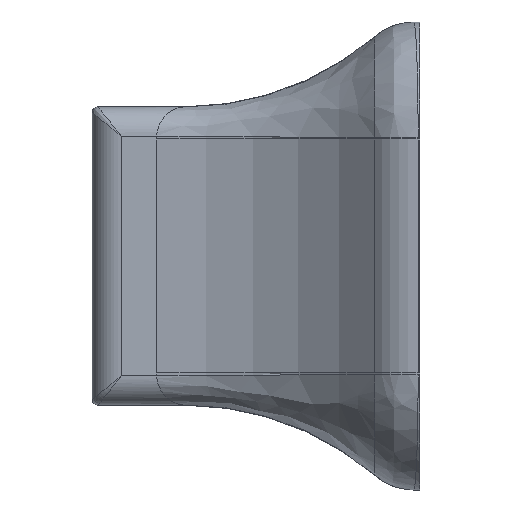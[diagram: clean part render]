
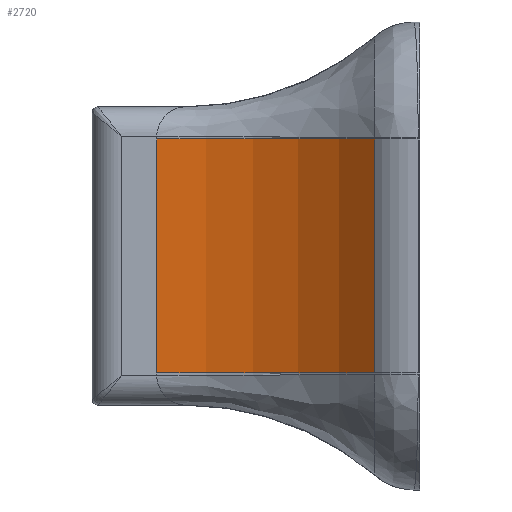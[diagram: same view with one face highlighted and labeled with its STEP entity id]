
A CAD part, left-side view. The second image highlights one B-rep face of the part: STEP entity #2720.
In plain terms, the highlighted cylindrical face has radius 0.5 mm (diameter 1 mm), a partial arc.
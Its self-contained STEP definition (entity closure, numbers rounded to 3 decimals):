
#22 = AXIS2_PLACEMENT_3D ( 'NONE', #2175, #1621, #1379 ) ;
#159 = EDGE_CURVE ( 'NONE', #2063, #1910, #1399, .T. ) ;
#200 = DIRECTION ( 'NONE',  ( 0., 0., -1. ) ) ;
#312 = FACE_OUTER_BOUND ( 'NONE', #630, .T. ) ;
#366 = VERTEX_POINT ( 'NONE', #2652 ) ;
#418 = CARTESIAN_POINT ( 'NONE',  ( -0.5, 0.45, 0.245 ) ) ;
#611 = ORIENTED_EDGE ( 'NONE', *, *, #2568, .T. ) ;
#630 = EDGE_LOOP ( 'NONE', ( #2515, #611, #3008, #2068 ) ) ;
#815 = DIRECTION ( 'NONE',  ( 0., 0., 1. ) ) ;
#979 = DIRECTION ( 'NONE',  ( 0., 0., -1. ) ) ;
#1266 = CARTESIAN_POINT ( 'NONE',  ( -1., 0.45, -0.2 ) ) ;
#1280 = DIRECTION ( 'NONE',  ( 0., 0., 1. ) ) ;
#1354 = CARTESIAN_POINT ( 'NONE',  ( -0.667, 0.077, 0.2 ) ) ;
#1379 = DIRECTION ( 'NONE',  ( -1., 0., 0. ) ) ;
#1399 = LINE ( 'NONE', #418, #2008 ) ;
#1451 = AXIS2_PLACEMENT_3D ( 'NONE', #1266, #200, #1526 ) ;
#1526 = DIRECTION ( 'NONE',  ( 0., -1., 0. ) ) ;
#1621 = DIRECTION ( 'NONE',  ( 0., 0., -1. ) ) ;
#1910 = VERTEX_POINT ( 'NONE', #3263 ) ;
#2008 = VECTOR ( 'NONE', #1280, 1000. ) ;
#2063 = VERTEX_POINT ( 'NONE', #3379 ) ;
#2068 = ORIENTED_EDGE ( 'NONE', *, *, #159, .F. ) ;
#2175 = CARTESIAN_POINT ( 'NONE',  ( -1., 0.45, -0.2 ) ) ;
#2176 = VECTOR ( 'NONE', #815, 1000. ) ;
#2223 = AXIS2_PLACEMENT_3D ( 'NONE', #3062, #979, #2807 ) ;
#2346 = CIRCLE ( 'NONE', #1451, 0.5 ) ;
#2515 = ORIENTED_EDGE ( 'NONE', *, *, #2812, .T. ) ;
#2555 = VERTEX_POINT ( 'NONE', #1354 ) ;
#2568 = EDGE_CURVE ( 'NONE', #366, #2555, #2700, .T. ) ;
#2652 = CARTESIAN_POINT ( 'NONE',  ( -0.667, 0.077, -0.2 ) ) ;
#2700 = LINE ( 'NONE', #2885, #2176 ) ;
#2720 = ADVANCED_FACE ( 'NONE', ( #312 ), #3066, .F. ) ;
#2807 = DIRECTION ( 'NONE',  ( 0., 1., 0. ) ) ;
#2812 = EDGE_CURVE ( 'NONE', #2063, #366, #2346, .T. ) ;
#2853 = EDGE_CURVE ( 'NONE', #1910, #2555, #3256, .T. ) ;
#2885 = CARTESIAN_POINT ( 'NONE',  ( -0.667, 0.077, -0.2 ) ) ;
#3008 = ORIENTED_EDGE ( 'NONE', *, *, #2853, .F. ) ;
#3062 = CARTESIAN_POINT ( 'NONE',  ( -1., 0.45, 0.2 ) ) ;
#3066 = CYLINDRICAL_SURFACE ( 'NONE', #22, 0.5 ) ;
#3256 = CIRCLE ( 'NONE', #2223, 0.5 ) ;
#3263 = CARTESIAN_POINT ( 'NONE',  ( -0.5, 0.45, 0.2 ) ) ;
#3379 = CARTESIAN_POINT ( 'NONE',  ( -0.5, 0.45, -0.2 ) ) ;
